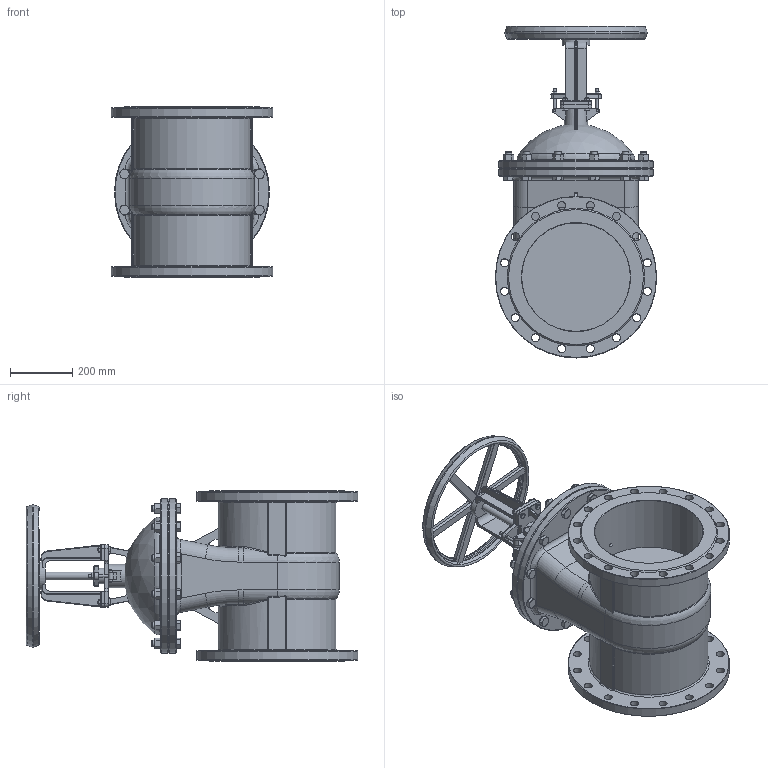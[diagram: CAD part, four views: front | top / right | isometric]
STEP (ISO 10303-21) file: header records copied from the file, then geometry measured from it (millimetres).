
FILE_DESCRIPTION(/* description */ (''),/* implementation_level */ '2;1');
FILE_NAME(/* name */ 'DN350_3D_STEP.stp',/* time_stamp */ '2024-02-08T21:26:01+03:00',/* author */ ('igorr'),/* organization */ (''),/* preprocessor_version */ 'ST-DEVELOPER v19.2',/* originating_system */ 'Autodesk Inventor 2023',/* authorisation */ '');
FILE_SCHEMA (('AUTOMOTIVE_DESIGN { 1 0 10303 214 3 1 1 }'));
Length unit declared in the file: millimetre
Products named in the file (8): Сборка; Деталь1; Деталь2; AS 1110 - M10 x 35; ANSI B18.2.4.2M - M10x1,5; ANSI B18.2.4.2M - M8x1,25; AS 1110 - M20 x 80; ANSI B18.2.4.2M - M20x2,5
Assembly tree (36 placements, depth 2):
  Сборка
    Деталь1
    Деталь2
    AS 1110 - M10 x 35  x4
    ANSI B18.2.4.2M - M10x1,5  x4
    ANSI B18.2.4.2M - M8x1,25  x2
    AS 1110 - M20 x 80  x12
    ANSI B18.2.4.2M - M20x2,5  x12
Bounding box: 520 x 1069.55 x 550 mm (x, y, z)
Volume: 69345006.1 mm3; surface area: 3141928.9 mm2
Topology: 40 solids, 40 shells, 1477 faces, 3541 edges, 2180 vertices
Faces by surface type: plane 632, cone 323, cylinder 320, bspline 99, torus 98, sphere 5
Full cylindrical faces by diameter (mm): 6.647 x2, 7 x4, 8 x4, 8.376 x4, 10 x4, 12 x12, 15 x2, 16 x4, 17.294 x12, 20 x36, 25 x2, 26 x32, 27.9 x12, 30 x14, 50 x3, 60 x2, 75 x1, 89.009 x1, 350 x2, 380 x2, 500 x2, 520 x2
Entity records: 31340 total; most frequent: CARTESIAN_POINT 9790, ORIENTED_EDGE 4344, DIRECTION 4190, EDGE_CURVE 2172, AXIS2_PLACEMENT_3D 1675, VERTEX_POINT 1368, EDGE_LOOP 1016, LINE 840
